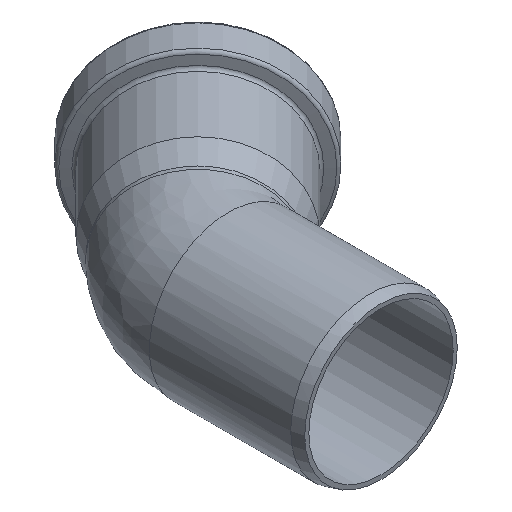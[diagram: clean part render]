
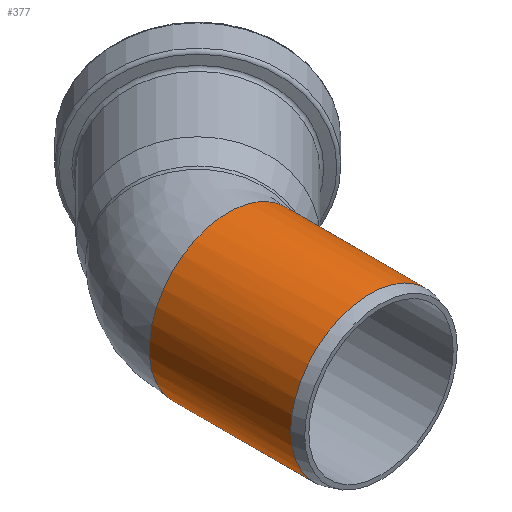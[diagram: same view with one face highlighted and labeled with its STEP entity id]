
A CAD part, isometric view. The second image highlights one B-rep face of the part: STEP entity #377.
In plain terms, the highlighted cylindrical face has radius 25.1 mm (diameter 50.2 mm), a full revolution.
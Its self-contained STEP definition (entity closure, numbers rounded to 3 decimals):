
#30=CYLINDRICAL_SURFACE('',#418,25.1);
#42=ELLIPSE('',#414,27.329,25.1);
#48=FACE_BOUND('',#120,.T.);
#83=FACE_OUTER_BOUND('',#119,.T.);
#119=EDGE_LOOP('',(#301));
#120=EDGE_LOOP('',(#302,#303));
#183=CIRCLE('',#412,25.1);
#185=CIRCLE('',#416,25.1);
#217=VERTEX_POINT('',#622);
#219=VERTEX_POINT('',#646);
#221=VERTEX_POINT('',#655);
#253=EDGE_CURVE('',#217,#217,#183,.T.);
#256=EDGE_CURVE('',#219,#221,#42,.T.);
#259=EDGE_CURVE('',#221,#219,#185,.T.);
#301=ORIENTED_EDGE('',*,*,#253,.T.);
#302=ORIENTED_EDGE('',*,*,#256,.F.);
#303=ORIENTED_EDGE('',*,*,#259,.F.);
#377=ADVANCED_FACE('',(#83,#48),#30,.T.);
#412=AXIS2_PLACEMENT_3D('',#623,#484,#485);
#414=AXIS2_PLACEMENT_3D('',#656,#488,#489);
#416=AXIS2_PLACEMENT_3D('',#693,#492,#493);
#418=AXIS2_PLACEMENT_3D('',#695,#496,#497);
#484=DIRECTION('center_axis',(0.,1.,0.));
#485=DIRECTION('ref_axis',(1.,0.,0.));
#488=DIRECTION('center_axis',(0.396,0.918,0.));
#489=DIRECTION('ref_axis',(0.918,-0.396,0.));
#492=DIRECTION('center_axis',(0.,1.,0.));
#493=DIRECTION('ref_axis',(1.,0.,0.));
#496=DIRECTION('center_axis',(0.,1.,0.));
#497=DIRECTION('ref_axis',(1.,0.,0.));
#622=CARTESIAN_POINT('',(-25.1,3.5,0.));
#623=CARTESIAN_POINT('Origin',(0.,3.5,0.));
#646=CARTESIAN_POINT('',(22.6,48.266,10.921));
#655=CARTESIAN_POINT('',(22.6,48.266,-10.921));
#656=CARTESIAN_POINT('Origin',(0.,58.,0.));
#693=CARTESIAN_POINT('Origin',(0.,48.266,0.));
#695=CARTESIAN_POINT('Origin',(0.,0.,0.));
